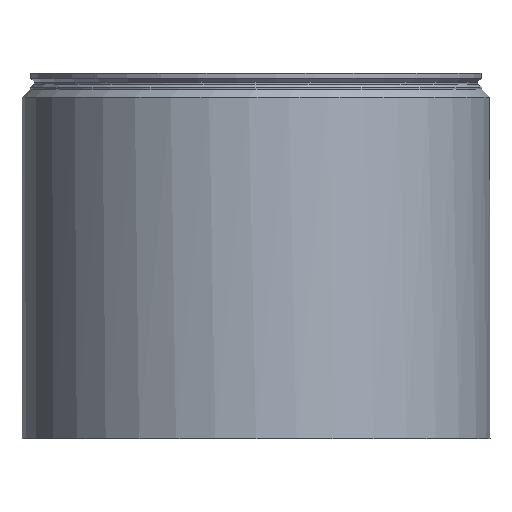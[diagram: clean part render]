
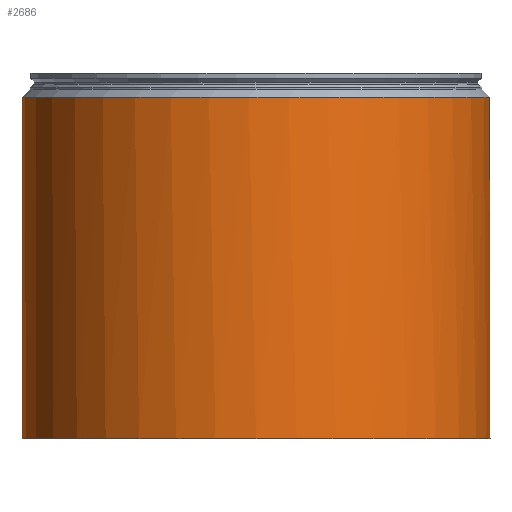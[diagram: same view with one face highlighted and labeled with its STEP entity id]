
A CAD part, front view. The second image highlights one B-rep face of the part: STEP entity #2686.
In plain terms, the highlighted cylindrical face has radius 46.2 mm (diameter 92.4 mm), a full revolution.
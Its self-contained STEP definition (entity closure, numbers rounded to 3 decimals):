
#252=FACE_OUTER_BOUND('',#419,.T.);
#419=EDGE_LOOP('',(#2320,#2321,#2322,#2323,#2324,#2325,#2326,#2327));
#481=B_SPLINE_CURVE_WITH_KNOTS('',3,(#5213,#5214,#5215,#5216,#5217,#5218,
#5219,#5220,#5221,#5222,#5223,#5224,#5225,#5226,#5227,#5228,#5229,#5230,
#5231,#5232,#5233,#5234,#5235),.UNSPECIFIED.,.F.,.F.,(4,1,1,1,1,1,1,1,1,
1,1,1,1,1,1,1,1,1,1,1,4),(0.,0.075,0.15,
0.187,0.225,0.262,0.3,
0.45,0.6,1.399,1.799,2.998,
3.597,3.747,3.897,3.935,3.972,
4.009,4.047,4.122,4.197),
 .UNSPECIFIED.);
#664=CIRCLE('',#3002,46.2);
#665=CIRCLE('',#3003,46.2);
#666=CIRCLE('',#3004,46.2);
#834=LINE('',#5199,#999);
#836=LINE('',#5207,#1001);
#837=LINE('',#5212,#1002);
#999=VECTOR('',#3741,10.);
#1001=VECTOR('',#3749,46.2);
#1002=VECTOR('',#3754,10.);
#1233=VERTEX_POINT('',#5189);
#1234=VERTEX_POINT('',#5198);
#1236=VERTEX_POINT('',#5204);
#1237=VERTEX_POINT('',#5206);
#1238=VERTEX_POINT('',#5209);
#1239=VERTEX_POINT('',#5211);
#1608=EDGE_CURVE('',#1233,#1234,#834,.T.);
#1611=EDGE_CURVE('',#1236,#1233,#664,.T.);
#1612=EDGE_CURVE('',#1236,#1237,#836,.T.);
#1613=EDGE_CURVE('',#1237,#1237,#665,.T.);
#1614=EDGE_CURVE('',#1238,#1236,#666,.T.);
#1615=EDGE_CURVE('',#1239,#1238,#837,.T.);
#1616=EDGE_CURVE('',#1234,#1239,#481,.T.);
#2320=ORIENTED_EDGE('',*,*,#1608,.F.);
#2321=ORIENTED_EDGE('',*,*,#1611,.F.);
#2322=ORIENTED_EDGE('',*,*,#1612,.T.);
#2323=ORIENTED_EDGE('',*,*,#1613,.T.);
#2324=ORIENTED_EDGE('',*,*,#1612,.F.);
#2325=ORIENTED_EDGE('',*,*,#1614,.F.);
#2326=ORIENTED_EDGE('',*,*,#1615,.F.);
#2327=ORIENTED_EDGE('',*,*,#1616,.F.);
#2539=CYLINDRICAL_SURFACE('',#3001,46.2);
#2686=ADVANCED_FACE('',(#252),#2539,.T.);
#3001=AXIS2_PLACEMENT_3D('',#5203,#3745,#3746);
#3002=AXIS2_PLACEMENT_3D('',#5205,#3747,#3748);
#3003=AXIS2_PLACEMENT_3D('',#5208,#3750,#3751);
#3004=AXIS2_PLACEMENT_3D('',#5210,#3752,#3753);
#3741=DIRECTION('',(0.,0.,-1.));
#3745=DIRECTION('center_axis',(0.,0.,1.));
#3746=DIRECTION('ref_axis',(1.,0.,0.));
#3747=DIRECTION('center_axis',(0.,0.,1.));
#3748=DIRECTION('ref_axis',(1.,0.,0.));
#3749=DIRECTION('',(0.,0.,-1.));
#3750=DIRECTION('center_axis',(0.,0.,1.));
#3751=DIRECTION('ref_axis',(1.,0.,0.));
#3752=DIRECTION('center_axis',(0.,0.,1.));
#3753=DIRECTION('ref_axis',(1.,0.,0.));
#3754=DIRECTION('',(0.,0.,1.));
#5189=CARTESIAN_POINT('',(19.448,41.907,72.6));
#5198=CARTESIAN_POINT('',(19.448,41.907,70.162));
#5199=CARTESIAN_POINT('',(19.448,41.907,5.2));
#5203=CARTESIAN_POINT('Origin',(0.,0.,5.2));
#5204=CARTESIAN_POINT('',(-46.2,0.,72.6));
#5205=CARTESIAN_POINT('Origin',(0.,0.,72.6));
#5206=CARTESIAN_POINT('',(-46.2,0.,5.2));
#5207=CARTESIAN_POINT('',(-46.2,0.,5.2));
#5208=CARTESIAN_POINT('Origin',(0.,0.,5.2));
#5209=CARTESIAN_POINT('',(-19.448,41.907,72.6));
#5210=CARTESIAN_POINT('Origin',(0.,0.,72.6));
#5211=CARTESIAN_POINT('',(-19.448,41.907,70.162));
#5212=CARTESIAN_POINT('',(-19.448,41.907,5.2));
#5213=CARTESIAN_POINT('Ctrl Pts',(19.448,41.907,70.162));
#5214=CARTESIAN_POINT('Ctrl Pts',(19.448,41.907,69.912));
#5215=CARTESIAN_POINT('Ctrl Pts',(19.399,41.93,69.411));
#5216=CARTESIAN_POINT('Ctrl Pts',(19.179,42.031,68.826));
#5217=CARTESIAN_POINT('Ctrl Pts',(18.881,42.166,68.435));
#5218=CARTESIAN_POINT('Ctrl Pts',(18.58,42.3,68.234));
#5219=CARTESIAN_POINT('Ctrl Pts',(18.232,42.451,68.158));
#5220=CARTESIAN_POINT('Ctrl Pts',(17.537,42.746,68.046));
#5221=CARTESIAN_POINT('Ctrl Pts',(16.472,43.173,67.95));
#5222=CARTESIAN_POINT('Ctrl Pts',(12.96,44.447,67.699));
#5223=CARTESIAN_POINT('Ctrl Pts',(8.484,45.557,67.524));
#5224=CARTESIAN_POINT('Ctrl Pts',(0.357,46.46,67.342));
#5225=CARTESIAN_POINT('Ctrl Pts',(-7.183,45.96,67.455));
#5226=CARTESIAN_POINT('Ctrl Pts',(-13.599,44.215,67.743));
#5227=CARTESIAN_POINT('Ctrl Pts',(-16.472,43.173,67.95));
#5228=CARTESIAN_POINT('Ctrl Pts',(-17.537,42.746,68.046));
#5229=CARTESIAN_POINT('Ctrl Pts',(-18.232,42.451,68.158));
#5230=CARTESIAN_POINT('Ctrl Pts',(-18.58,42.3,68.233));
#5231=CARTESIAN_POINT('Ctrl Pts',(-18.882,42.166,68.435));
#5232=CARTESIAN_POINT('Ctrl Pts',(-19.179,42.031,68.826));
#5233=CARTESIAN_POINT('Ctrl Pts',(-19.399,41.93,69.411));
#5234=CARTESIAN_POINT('Ctrl Pts',(-19.448,41.907,69.912));
#5235=CARTESIAN_POINT('Ctrl Pts',(-19.448,41.907,70.162));
